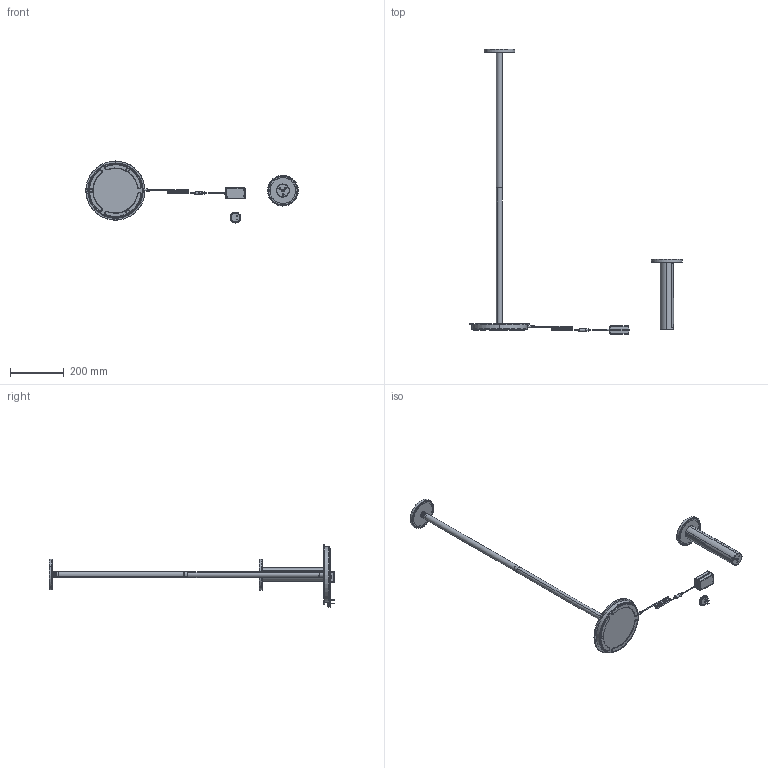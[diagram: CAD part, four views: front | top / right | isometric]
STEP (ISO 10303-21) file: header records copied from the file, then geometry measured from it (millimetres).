
FILE_DESCRIPTION (( 'STEP AP214' ), '1' );
FILE_NAME ('Pablo Designs, Luci Table and Floor, Share CAD, V1.STEP', '2022-02-07T23:18:30', ( '' ), ( '' ), 'SwSTEP 2.0', 'SolidWorks 2019', '' );
FILE_SCHEMA (( 'AUTOMOTIVE_DESIGN' ));
Length unit declared in the file: inch
Products named in the file (33): (#57)BASE COVER-LI04; XSP-0002 Xinspower (1A 24V) , DC Connector; LUC-0903 Luci, Floor Upper Post; Luci, Head Cover-LI04_1; LUC-0405 Luci, Floor Base Cover; (#59)BASE FOOT-LI04; Pablo Designs, Luci Table and Floor, Share CAD, V1; LUC-0202 Luci, Optical Switch Lens; LUC-0401 Luci, Head Cover; LUC-1010 Luci, Floor Base Assy_Share CAD; Luci, Table Post_2, BM Edit, 4mm Higher USB Cluster; LUC-1006 Luci, Floor Lamp Assy 20220207, Share CAD; Pablo Designs, Luci Table, Share CAD; DAZ03008&DAZ03013 Xinspower NA Plug; XSP-0001 Xinspower(1A 24V), Top-Logo_body; LUC-1009 Luci, Floor Upper Post Assy_Share CAD; (#56)源萇埭脣釱-LI04; Luci, Head Lens-LI04_1; Luci, Table Assy-LI04 20211108, BM 4mm Higher USB Cluster, Amended Upper Insert 120121_V2 10mm Logo, 8pt Luci, 0.75mm Spacing; Luci, Table Base Pad; LD-0604 LINK Diagnostic DC Cord_Copy of 默认; LUC-1007 Luci, Floor Head Assy_Share CAD; Luci, Table Weight; LUC-0203 Luci, Head Lens; Luci, Optical Switch Lens-LI04_1; LUC-0805 O-Ring ID15x1.8; LUC-0403 Luci, Floor Head Connector; XSP-0003 Xinspower (1A 24V) , SR; DAZ03004&DAZ03009  XSP-1001 Xinspower (1A 24V); LUC-1008 Luci, Floor Lower Post Assy_Share CAD; LUC-0902 Luci, Floor Lower Post; LUC-0802 Luci, Floor Indicator Lens_Copy of 默认; XSP-1002 Xinspower Power 24V 1A_Share CAD
Assembly tree (34 placements, depth 5):
  Pablo Designs, Luci Table and Floor, Share CAD, V1
    LUC-1006 Luci, Floor Lamp Assy 20220207, Share CAD
      LUC-1010 Luci, Floor Base Assy_Share CAD
        LUC-0405 Luci, Floor Base Cover
        LUC-0802 Luci, Floor Indicator Lens_Copy of 默认
        (#57)BASE COVER-LI04
        (#56)源萇埭脣釱-LI04
        (#59)BASE FOOT-LI04  x3
      LUC-1007 Luci, Floor Head Assy_Share CAD
        LUC-0202 Luci, Optical Switch Lens
        LUC-0203 Luci, Head Lens
        LUC-0401 Luci, Head Cover
        LUC-0403 Luci, Floor Head Connector
        LUC-0805 O-Ring ID15x1.8
      LUC-1008 Luci, Floor Lower Post Assy_Share CAD
        LUC-0902 Luci, Floor Lower Post
      LUC-1009 Luci, Floor Upper Post Assy_Share CAD
        LUC-0903 Luci, Floor Upper Post
      LD-0604 LINK Diagnostic DC Cord_Copy of 默认
      XSP-1002 Xinspower Power 24V 1A_Share CAD
        DAZ03004&DAZ03009  XSP-1001 Xinspower (1A 24V)
          XSP-0001 Xinspower(1A 24V), Top-Logo_body
          XSP-0002 Xinspower (1A 24V) , DC Connector
          XSP-0003 Xinspower (1A 24V) , SR
        DAZ03008&DAZ03013 Xinspower NA Plug
    Pablo Designs, Luci Table, Share CAD
      Luci, Head Cover-LI04_1
      Luci, Optical Switch Lens-LI04_1
      Luci, Head Lens-LI04_1
      Luci, Table Assy-LI04 20211108, BM 4mm Higher USB Cluster, Amended Upper Insert 120121_V2 10mm Logo, 8pt Luci, 0.75mm Spacing
        Luci, Table Post_2, BM Edit, 4mm Higher USB Cluster
        Luci, Table Base Pad
        Luci, Table Weight
Bounding box: 788.21 x 1058.65 x 230.36 mm (x, y, z)
Volume: 736832.2 mm3; surface area: 539603.4 mm2
Topology: 30 solids, 30 shells, 1742 faces, 4365 edges, 2770 vertices
Faces by surface type: cylinder 560, plane 516, bspline 386, cone 259, sphere 21
Entity records: 67944 total; most frequent: CARTESIAN_POINT 25010, ORIENTED_EDGE 8608, DIRECTION 7217, EDGE_CURVE 4304, AXIS2_PLACEMENT_3D 2798, VERTEX_POINT 2750, EDGE_LOOP 1914, ADVANCED_FACE 1728
